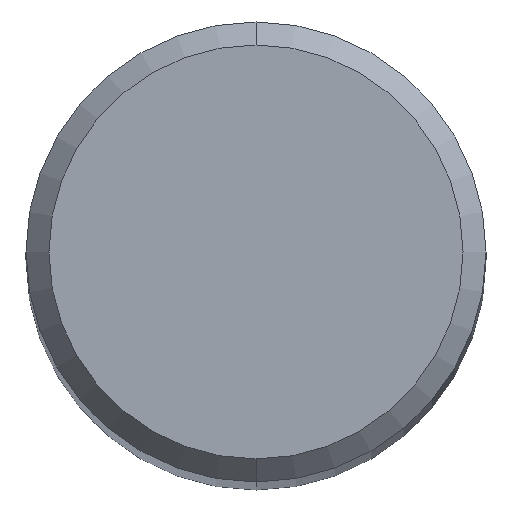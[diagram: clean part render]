
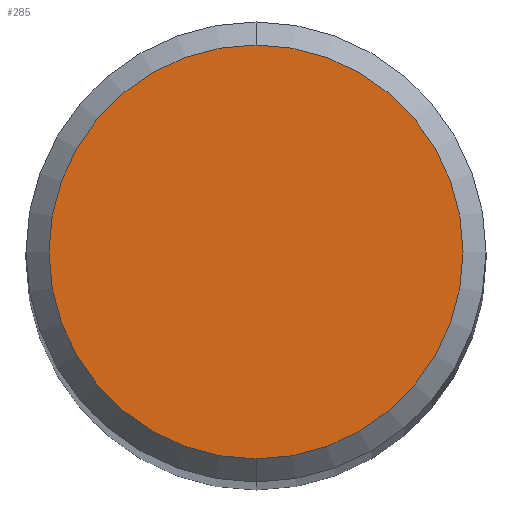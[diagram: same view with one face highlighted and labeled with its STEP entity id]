
A CAD part, top view. The second image highlights one B-rep face of the part: STEP entity #285.
In plain terms, the highlighted planar face has unit normal (0, 0, 1).
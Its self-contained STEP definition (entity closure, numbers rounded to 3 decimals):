
#131=VERTEX_POINT('',#349);
#187=EDGE_CURVE('',#295,#131,#415,.T.);
#227=EDGE_CURVE('',#131,#295,#459,.T.);
#285=ADVANCED_FACE('',(#523),#524,.T.);
#295=VERTEX_POINT('',#534);
#349=CARTESIAN_POINT('',(0.0,4.5,0.0));
#415=CIRCLE('',#670,4.5);
#459=CIRCLE('',#726,4.5);
#523=FACE_OUTER_BOUND('',#810,.T.);
#524=PLANE('',#811);
#534=CARTESIAN_POINT('',(0.,-4.5,0.0));
#670=AXIS2_PLACEMENT_3D('',#971,#972,#973);
#726=AXIS2_PLACEMENT_3D('',#1023,#1024,#1025);
#810=EDGE_LOOP('',(#1105,#1106));
#811=AXIS2_PLACEMENT_3D('',#1107,#1108,#1109);
#971=CARTESIAN_POINT('',(0.0,0.0,0.0));
#972=DIRECTION('',(0.0,0.0,-1.0));
#973=DIRECTION('',(0.0,1.0,0.0));
#1023=CARTESIAN_POINT('',(0.0,0.0,0.0));
#1024=DIRECTION('',(0.0,0.0,-1.0));
#1025=DIRECTION('',(0.0,1.0,0.0));
#1105=ORIENTED_EDGE('',*,*,#227,.F.);
#1106=ORIENTED_EDGE('',*,*,#187,.F.);
#1107=CARTESIAN_POINT('',(0.0,2.25,0.0));
#1108=DIRECTION('',(-0.0,0.0,1.0));
#1109=DIRECTION('',(0.0,-1.0,0.0));
